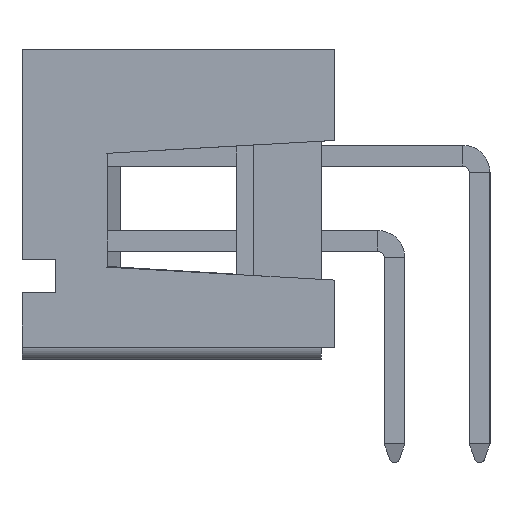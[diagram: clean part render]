
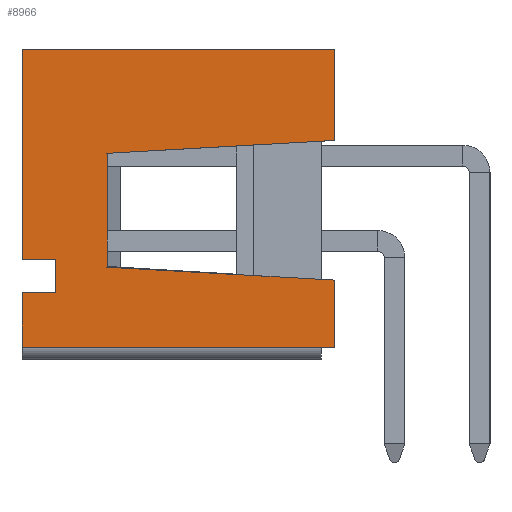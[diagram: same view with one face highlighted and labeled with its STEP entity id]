
A CAD part, left-side view. The second image highlights one B-rep face of the part: STEP entity #8966.
In plain terms, the highlighted planar face has unit normal (-1, 0, 0).
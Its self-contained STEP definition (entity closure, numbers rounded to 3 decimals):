
#34=DIRECTION('',(0.,-1.,0.));
#35=VECTOR('',#34,9.32);
#36=CARTESIAN_POINT('',(2.54,9.32,0.));
#37=LINE('28',#36,#35);
#3230=DIRECTION('',(0.,0.998,-0.057));
#3231=VECTOR('',#3230,6.781);
#3232=CARTESIAN_POINT('',(2.54,0.,6.17));
#3233=LINE('402',#3232,#3231);
#3234=DIRECTION('',(0.,0.,-1.));
#3235=VECTOR('',#3234,3.4);
#3236=CARTESIAN_POINT('',(2.54,6.77,5.785));
#3237=LINE('403',#3236,#3235);
#3238=DIRECTION('',(0.,-0.998,-0.057));
#3239=VECTOR('',#3238,6.781);
#3240=CARTESIAN_POINT('',(2.54,6.77,2.385));
#3241=LINE('404',#3240,#3239);
#3242=DIRECTION('',(0.,0.,1.));
#3243=VECTOR('',#3242,1.62);
#3244=CARTESIAN_POINT('',(2.54,9.32,0.));
#3245=LINE('239',#3244,#3243);
#3246=DIRECTION('',(0.,-1.,0.));
#3247=VECTOR('',#3246,1.);
#3248=CARTESIAN_POINT('',(2.54,9.32,1.62));
#3249=LINE('223',#3248,#3247);
#3250=DIRECTION('',(0.,0.,1.));
#3251=VECTOR('',#3250,1.);
#3252=CARTESIAN_POINT('',(2.54,8.32,1.62));
#3253=LINE('224',#3252,#3251);
#3254=DIRECTION('',(0.,-1.,0.));
#3255=VECTOR('',#3254,1.);
#3256=CARTESIAN_POINT('',(2.54,9.32,2.62));
#3257=LINE('225',#3256,#3255);
#3258=DIRECTION('',(0.,0.,1.));
#3259=VECTOR('',#3258,6.27);
#3260=CARTESIAN_POINT('',(2.54,9.32,2.62));
#3261=LINE('240',#3260,#3259);
#3506=DIRECTION('',(0.,-1.,0.));
#3507=VECTOR('',#3506,9.32);
#3508=CARTESIAN_POINT('',(2.54,9.32,8.89));
#3509=LINE('37',#3508,#3507);
#3662=DIRECTION('',(0.,0.,1.));
#3663=VECTOR('',#3662,2.72);
#3664=CARTESIAN_POINT('',(2.54,0.,6.17));
#3665=LINE('300',#3664,#3663);
#3670=DIRECTION('',(0.,0.,1.));
#3671=VECTOR('',#3670,2.);
#3672=CARTESIAN_POINT('',(2.54,0.,0.));
#3673=LINE('299',#3672,#3671);
#3927=CARTESIAN_POINT('',(2.54,9.32,0.));
#3928=CARTESIAN_POINT('',(2.54,0.,0.));
#3929=VERTEX_POINT('',#3927);
#3930=VERTEX_POINT('',#3928);
#3943=CARTESIAN_POINT('',(2.54,9.32,8.89));
#3944=CARTESIAN_POINT('',(2.54,0.,8.89));
#3945=VERTEX_POINT('',#3943);
#3946=VERTEX_POINT('',#3944);
#4023=CARTESIAN_POINT('',(2.54,9.32,1.62));
#4024=CARTESIAN_POINT('',(2.54,8.32,1.62));
#4025=VERTEX_POINT('',#4023);
#4026=VERTEX_POINT('',#4024);
#4027=CARTESIAN_POINT('',(2.54,8.32,2.62));
#4028=VERTEX_POINT('',#4027);
#4029=CARTESIAN_POINT('',(2.54,9.32,2.62));
#4030=VERTEX_POINT('',#4029);
#4055=CARTESIAN_POINT('',(2.54,0.,6.17));
#4057=VERTEX_POINT('',#4055);
#4059=CARTESIAN_POINT('',(2.54,0.,2.));
#4061=VERTEX_POINT('',#4059);
#4077=CARTESIAN_POINT('',(2.54,6.77,5.785));
#4078=VERTEX_POINT('',#4077);
#4079=CARTESIAN_POINT('',(2.54,6.77,2.385));
#4080=VERTEX_POINT('',#4079);
#8939=CARTESIAN_POINT('',(2.54,9.32,0.));
#8940=DIRECTION('',(-1.,0.,0.));
#8941=DIRECTION('',(0.,-1.,0.));
#8942=AXIS2_PLACEMENT_3D('',#8939,#8940,#8941);
#8943=PLANE('45',#8942);
#8944=ORIENTED_EDGE('402',*,*,#8923,.T.);
#8946=ORIENTED_EDGE('403',*,*,#8945,.T.);
#8948=ORIENTED_EDGE('404',*,*,#8947,.T.);
#8950=ORIENTED_EDGE('299',*,*,#8949,.F.);
#8951=ORIENTED_EDGE('28',*,*,#4974,.F.);
#8952=ORIENTED_EDGE('239',*,*,#5059,.T.);
#8954=ORIENTED_EDGE('223',*,*,#8953,.T.);
#8956=ORIENTED_EDGE('224',*,*,#8955,.T.);
#8958=ORIENTED_EDGE('225',*,*,#8957,.F.);
#8959=ORIENTED_EDGE('240',*,*,#5157,.T.);
#8961=ORIENTED_EDGE('37',*,*,#8960,.T.);
#8963=ORIENTED_EDGE('300',*,*,#8962,.F.);
#8964=EDGE_LOOP('45',(#8944,#8946,#8948,#8950,#8951,#8952,#8954,#8956,#8958,
#8959,#8961,#8963));
#8965=FACE_OUTER_BOUND('45',#8964,.F.);
#8966=ADVANCED_FACE('45',(#8965),#8943,.T.);
#4974=EDGE_CURVE('28',#3929,#3930,#37,.T.);
#5059=EDGE_CURVE('239',#3929,#4025,#3245,.T.);
#5157=EDGE_CURVE('240',#4030,#3945,#3261,.T.);
#8923=EDGE_CURVE('402',#4057,#4078,#3233,.T.);
#8945=EDGE_CURVE('403',#4078,#4080,#3237,.T.);
#8947=EDGE_CURVE('404',#4080,#4061,#3241,.T.);
#8949=EDGE_CURVE('299',#3930,#4061,#3673,.T.);
#8953=EDGE_CURVE('223',#4025,#4026,#3249,.T.);
#8955=EDGE_CURVE('224',#4026,#4028,#3253,.T.);
#8957=EDGE_CURVE('225',#4030,#4028,#3257,.T.);
#8960=EDGE_CURVE('37',#3945,#3946,#3509,.T.);
#8962=EDGE_CURVE('300',#4057,#3946,#3665,.T.);
